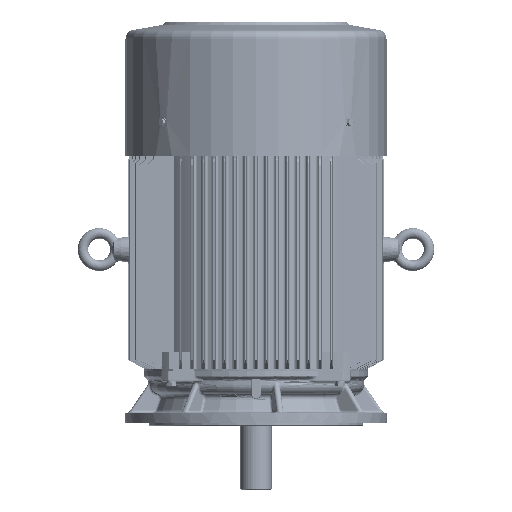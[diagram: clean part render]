
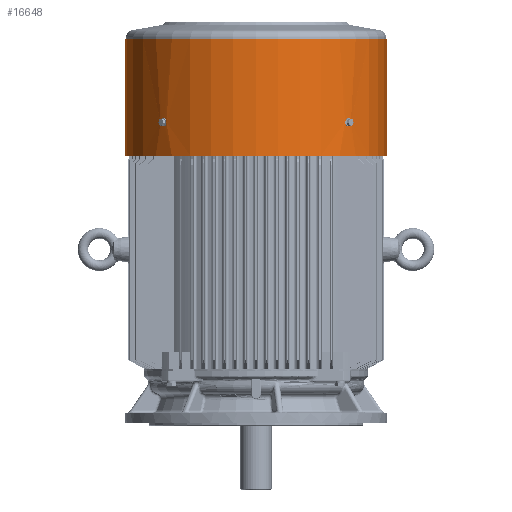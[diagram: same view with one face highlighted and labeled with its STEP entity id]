
A CAD part, left-side view. The second image highlights one B-rep face of the part: STEP entity #16648.
In plain terms, the highlighted cylindrical face has radius 273.5 mm (diameter 547 mm), a partial arc.
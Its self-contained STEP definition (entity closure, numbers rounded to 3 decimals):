
#3400=B_SPLINE_CURVE_WITH_KNOTS('',3,(#354341,#354342,#354343,#354344,#354345,
#354346),.UNSPECIFIED.,.F.,.F.,(4,2,4),(0.,0.5,1.),.UNSPECIFIED.);
#3404=B_SPLINE_CURVE_WITH_KNOTS('',3,(#354379,#354380,#354381,#354382,#354383,
#354384),.UNSPECIFIED.,.F.,.F.,(4,2,4),(0.,0.5,1.),.UNSPECIFIED.);
#3498=B_SPLINE_CURVE_WITH_KNOTS('',3,(#355509,#355510,#355511,#355512,#355513,
#355514,#355515,#355516,#355517,#355518),.UNSPECIFIED.,.F.,.F.,(4,2,2,2,
4),(0.,0.25,0.5,0.75,1.),.UNSPECIFIED.);
#3499=B_SPLINE_CURVE_WITH_KNOTS('',3,(#355522,#355523,#355524,#355525,#355526,
#355527),.UNSPECIFIED.,.F.,.F.,(4,2,4),(0.,0.5,1.),.UNSPECIFIED.);
#3500=B_SPLINE_CURVE_WITH_KNOTS('',3,(#355530,#355531,#355532,#355533,#355534,
#355535,#355536,#355537,#355538,#355539),.UNSPECIFIED.,.F.,.F.,(4,2,2,2,
4),(0.,0.25,0.5,0.75,1.),.UNSPECIFIED.);
#3501=B_SPLINE_CURVE_WITH_KNOTS('',3,(#355543,#355544,#355545,#355546,#355547,
#355548),.UNSPECIFIED.,.F.,.F.,(4,2,4),(0.,0.5,1.),.UNSPECIFIED.);
#11014=FACE_BOUND('',#42951,.T.);
#11015=FACE_BOUND('',#42952,.T.);
#11016=FACE_BOUND('',#42953,.T.);
#16648=ADVANCED_FACE('',(#11014,#11015,#11016),#24658,.T.);
#24658=CYLINDRICAL_SURFACE('',#212703,273.5);
#42951=EDGE_LOOP('',(#104798,#104799,#104800,#104801,#104802));
#42952=EDGE_LOOP('',(#104803,#104804,#104805,#104806,#104807));
#42953=EDGE_LOOP('',(#104808,#104809,#104810,#104811));
#54849=LINE('',#355549,#71796);
#54850=LINE('',#355553,#71797);
#71796=VECTOR('',#243447,1.);
#71797=VECTOR('',#243450,1.);
#104798=ORIENTED_EDGE('',*,*,#175190,.F.);
#104799=ORIENTED_EDGE('',*,*,#175387,.F.);
#104800=ORIENTED_EDGE('',*,*,#175388,.F.);
#104801=ORIENTED_EDGE('',*,*,#175389,.F.);
#104802=ORIENTED_EDGE('',*,*,#175390,.F.);
#104803=ORIENTED_EDGE('',*,*,#175391,.T.);
#104804=ORIENTED_EDGE('',*,*,#175392,.T.);
#104805=ORIENTED_EDGE('',*,*,#175393,.T.);
#104806=ORIENTED_EDGE('',*,*,#175394,.T.);
#104807=ORIENTED_EDGE('',*,*,#175198,.T.);
#104808=ORIENTED_EDGE('',*,*,#175248,.T.);
#104809=ORIENTED_EDGE('',*,*,#175395,.T.);
#104810=ORIENTED_EDGE('',*,*,#175396,.F.);
#104811=ORIENTED_EDGE('',*,*,#175397,.F.);
#151861=VERTEX_POINT('',#354347);
#151862=VERTEX_POINT('',#354348);
#151869=VERTEX_POINT('',#354385);
#151870=VERTEX_POINT('',#354386);
#151903=VERTEX_POINT('',#354486);
#151904=VERTEX_POINT('',#354488);
#152037=VERTEX_POINT('',#355508);
#152038=VERTEX_POINT('',#355519);
#152039=VERTEX_POINT('',#355521);
#152040=VERTEX_POINT('',#355529);
#152041=VERTEX_POINT('',#355540);
#152042=VERTEX_POINT('',#355542);
#152043=VERTEX_POINT('',#355550);
#152044=VERTEX_POINT('',#355552);
#175190=EDGE_CURVE('',#151861,#151862,#3400,.T.);
#175198=EDGE_CURVE('',#151869,#151870,#3404,.T.);
#175248=EDGE_CURVE('',#151904,#151903,#199042,.T.);
#175387=EDGE_CURVE('',#152037,#151861,#199087,.T.);
#175388=EDGE_CURVE('',#152038,#152037,#3498,.T.);
#175389=EDGE_CURVE('',#152039,#152038,#199088,.T.);
#175390=EDGE_CURVE('',#151862,#152039,#3499,.T.);
#175391=EDGE_CURVE('',#151870,#152040,#199089,.T.);
#175392=EDGE_CURVE('',#152040,#152041,#3500,.T.);
#175393=EDGE_CURVE('',#152041,#152042,#199090,.T.);
#175394=EDGE_CURVE('',#152042,#151869,#3501,.T.);
#175395=EDGE_CURVE('',#151903,#152043,#54849,.T.);
#175396=EDGE_CURVE('',#152044,#152043,#199091,.T.);
#175397=EDGE_CURVE('',#151904,#152044,#54850,.T.);
#199042=CIRCLE('',#212649,273.5);
#199087=CIRCLE('',#212698,273.5);
#199088=CIRCLE('',#212699,273.5);
#199089=CIRCLE('',#212700,273.5);
#199090=CIRCLE('',#212701,273.5);
#199091=CIRCLE('',#212702,273.5);
#212649=AXIS2_PLACEMENT_3D('',#354487,#243339,#243340);
#212698=AXIS2_PLACEMENT_3D('',#355507,#243439,#243440);
#212699=AXIS2_PLACEMENT_3D('',#355520,#243441,#243442);
#212700=AXIS2_PLACEMENT_3D('',#355528,#243443,#243444);
#212701=AXIS2_PLACEMENT_3D('',#355541,#243445,#243446);
#212702=AXIS2_PLACEMENT_3D('',#355551,#243448,#243449);
#212703=AXIS2_PLACEMENT_3D('',#355554,#243451,#243452);
#243339=DIRECTION('',(0.,0.,-1.));
#243340=DIRECTION('',(-0.003,-1.,0.));
#243439=DIRECTION('',(0.,0.,1.));
#243440=DIRECTION('',(0.003,1.,0.));
#243441=DIRECTION('',(0.,0.,-1.));
#243442=DIRECTION('',(-0.003,-1.,0.));
#243443=DIRECTION('',(0.,0.,-1.));
#243444=DIRECTION('',(-0.003,-1.,0.));
#243445=DIRECTION('',(0.,0.,1.));
#243446=DIRECTION('',(0.003,1.,0.));
#243447=DIRECTION('',(0.,0.,-1.));
#243448=DIRECTION('',(0.,0.,-1.));
#243449=DIRECTION('',(-0.003,-1.,0.));
#243450=DIRECTION('',(0.,0.,-1.));
#243451=DIRECTION('',(0.,0.,-1.));
#243452=DIRECTION('',(0.003,1.,0.));
#354341=CARTESIAN_POINT('',(9.092,494.087,676.844));
#354342=CARTESIAN_POINT('',(8.169,493.143,676.844));
#354343=CARTESIAN_POINT('',(7.274,492.212,677.386));
#354344=CARTESIAN_POINT('',(6.001,490.875,679.229));
#354345=CARTESIAN_POINT('',(5.629,490.479,680.524));
#354346=CARTESIAN_POINT('',(5.629,490.479,681.844));
#354347=CARTESIAN_POINT('',(9.092,494.087,676.844));
#354348=CARTESIAN_POINT('',(5.629,490.479,681.844));
#354379=CARTESIAN_POINT('',(17.098,103.861,681.844));
#354380=CARTESIAN_POINT('',(17.098,103.861,680.524));
#354381=CARTESIAN_POINT('',(16.703,104.232,679.232));
#354382=CARTESIAN_POINT('',(15.367,105.504,677.388));
#354383=CARTESIAN_POINT('',(14.434,106.401,676.844));
#354384=CARTESIAN_POINT('',(13.489,107.325,676.844));
#354385=CARTESIAN_POINT('',(17.098,103.861,681.844));
#354386=CARTESIAN_POINT('',(13.489,107.325,676.844));
#354486=CARTESIAN_POINT('',(205.563,576.403,858.058));
#354487=CARTESIAN_POINT('',(204.672,302.904,858.058));
#354488=CARTESIAN_POINT('',(203.781,29.406,858.058));
#355507=CARTESIAN_POINT('',(204.672,302.904,676.844));
#355508=CARTESIAN_POINT('',(14.768,499.726,676.844));
#355509=CARTESIAN_POINT('',(14.768,499.726,686.844));
#355510=CARTESIAN_POINT('',(15.718,500.643,686.844));
#355511=CARTESIAN_POINT('',(16.656,501.532,686.303));
#355512=CARTESIAN_POINT('',(18.,502.797,684.458));
#355513=CARTESIAN_POINT('',(18.398,503.165,683.152));
#355514=CARTESIAN_POINT('',(18.399,503.166,680.544));
#355515=CARTESIAN_POINT('',(18.01,502.805,679.245));
#355516=CARTESIAN_POINT('',(16.65,501.527,677.378));
#355517=CARTESIAN_POINT('',(15.718,500.643,676.844));
#355518=CARTESIAN_POINT('',(14.768,499.726,676.844));
#355519=CARTESIAN_POINT('',(14.768,499.726,686.844));
#355520=CARTESIAN_POINT('',(204.672,302.904,686.844));
#355521=CARTESIAN_POINT('',(9.092,494.087,686.844));
#355522=CARTESIAN_POINT('',(5.629,490.479,681.844));
#355523=CARTESIAN_POINT('',(5.629,490.479,683.165));
#355524=CARTESIAN_POINT('',(6.,490.874,684.457));
#355525=CARTESIAN_POINT('',(7.272,492.209,686.301));
#355526=CARTESIAN_POINT('',(8.169,493.143,686.844));
#355527=CARTESIAN_POINT('',(9.092,494.087,686.844));
#355528=CARTESIAN_POINT('',(204.672,302.904,676.844));
#355529=CARTESIAN_POINT('',(7.851,113.,676.844));
#355530=CARTESIAN_POINT('',(7.851,113.,676.844));
#355531=CARTESIAN_POINT('',(6.933,113.951,676.844));
#355532=CARTESIAN_POINT('',(6.044,114.888,677.386));
#355533=CARTESIAN_POINT('',(4.78,116.233,679.231));
#355534=CARTESIAN_POINT('',(4.412,116.63,680.537));
#355535=CARTESIAN_POINT('',(4.411,116.631,683.145));
#355536=CARTESIAN_POINT('',(4.771,116.242,684.444));
#355537=CARTESIAN_POINT('',(6.049,114.883,686.311));
#355538=CARTESIAN_POINT('',(6.933,113.951,686.844));
#355539=CARTESIAN_POINT('',(7.851,113.,686.844));
#355540=CARTESIAN_POINT('',(7.851,113.,686.844));
#355541=CARTESIAN_POINT('',(204.672,302.904,686.844));
#355542=CARTESIAN_POINT('',(13.489,107.325,686.844));
#355543=CARTESIAN_POINT('',(13.489,107.325,686.844));
#355544=CARTESIAN_POINT('',(14.434,106.401,686.844));
#355545=CARTESIAN_POINT('',(15.365,105.507,686.303));
#355546=CARTESIAN_POINT('',(16.701,104.234,684.46));
#355547=CARTESIAN_POINT('',(17.098,103.861,683.165));
#355548=CARTESIAN_POINT('',(17.098,103.861,681.844));
#355549=CARTESIAN_POINT('',(205.563,576.403,898.065));
#355550=CARTESIAN_POINT('',(205.563,576.403,612.844));
#355551=CARTESIAN_POINT('',(204.672,302.904,612.844));
#355552=CARTESIAN_POINT('',(203.781,29.406,612.844));
#355553=CARTESIAN_POINT('',(203.781,29.406,898.065));
#355554=CARTESIAN_POINT('',(204.672,302.904,898.065));
